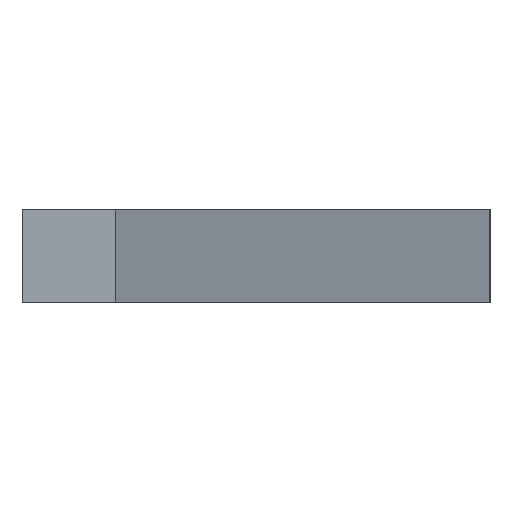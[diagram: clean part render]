
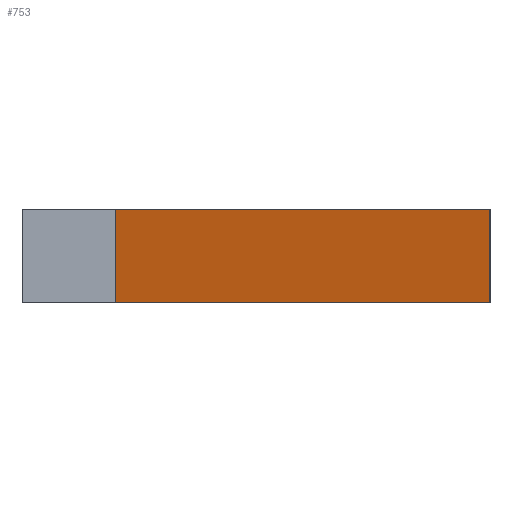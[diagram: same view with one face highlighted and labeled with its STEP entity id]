
A CAD part, left-side view. The second image highlights one B-rep face of the part: STEP entity #753.
In plain terms, the highlighted planar face has unit normal (-0.388, -0.922, 0).
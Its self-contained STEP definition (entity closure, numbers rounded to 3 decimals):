
#482=CARTESIAN_POINT('Vertex',(-76.,0.,0.)) ;
#485=CARTESIAN_POINT('Line Origine',(-104.5,12.,0.)) ;
#489=CARTESIAN_POINT('Vertex',(-133.,24.,0.)) ;
#633=CARTESIAN_POINT('Vertex',(-133.,24.,6.)) ;
#636=CARTESIAN_POINT('Line Origine',(-104.5,12.,6.)) ;
#640=CARTESIAN_POINT('Vertex',(-76.,0.,6.)) ;
#725=CARTESIAN_POINT('Line Origine',(-76.,0.,3.)) ;
#737=CARTESIAN_POINT('Axis2P3D Location',(-76.,0.,0.)) ;
#742=CARTESIAN_POINT('Line Origine',(-133.,24.,3.)) ;
#487=VECTOR('Line Direction',#486,1.) ;
#638=VECTOR('Line Direction',#637,1.) ;
#727=VECTOR('Line Direction',#726,1.) ;
#744=VECTOR('Line Direction',#743,1.) ;
#486=DIRECTION('Vector Direction',(-0.922,0.388,0.)) ;
#637=DIRECTION('Vector Direction',(-0.922,0.388,0.)) ;
#726=DIRECTION('Vector Direction',(0.,0.,1.)) ;
#738=DIRECTION('Axis2P3D Direction',(0.388,0.922,-0.)) ;
#739=DIRECTION('Axis2P3D XDirection',(-0.922,0.388,0.)) ;
#743=DIRECTION('Vector Direction',(0.,0.,1.)) ;
#740=AXIS2_PLACEMENT_3D('Plane Axis2P3D',#737,#738,#739) ;
#488=LINE('Line',#485,#487) ;
#639=LINE('Line',#636,#638) ;
#728=LINE('Line',#725,#727) ;
#745=LINE('Line',#742,#744) ;
#741=PLANE('',#740) ;
#491=EDGE_CURVE('',#483,#490,#488,.T.) ;
#642=EDGE_CURVE('',#641,#634,#639,.T.) ;
#729=EDGE_CURVE('',#483,#641,#728,.T.) ;
#746=EDGE_CURVE('',#490,#634,#745,.T.) ;
#748=ORIENTED_EDGE('',*,*,#642,.T.) ;
#749=ORIENTED_EDGE('',*,*,#746,.F.) ;
#750=ORIENTED_EDGE('',*,*,#491,.F.) ;
#751=ORIENTED_EDGE('',*,*,#729,.T.) ;
#747=EDGE_LOOP('',(#748,#749,#750,#751)) ;
#483=VERTEX_POINT('',#482) ;
#490=VERTEX_POINT('',#489) ;
#634=VERTEX_POINT('',#633) ;
#641=VERTEX_POINT('',#640) ;
#753=ADVANCED_FACE('PartBody',(#752),#741,.F.) ;
#752=FACE_OUTER_BOUND('',#747,.T.) ;
